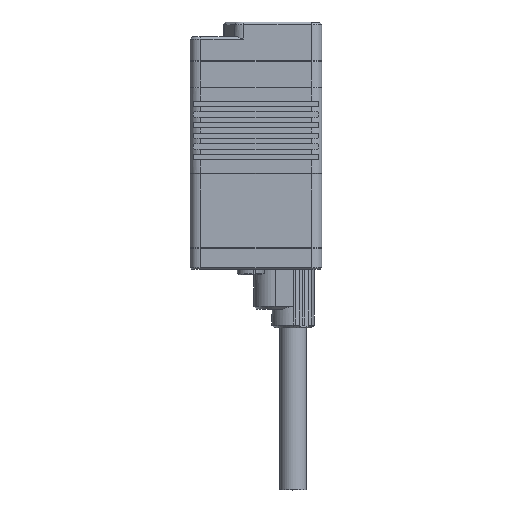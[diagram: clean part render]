
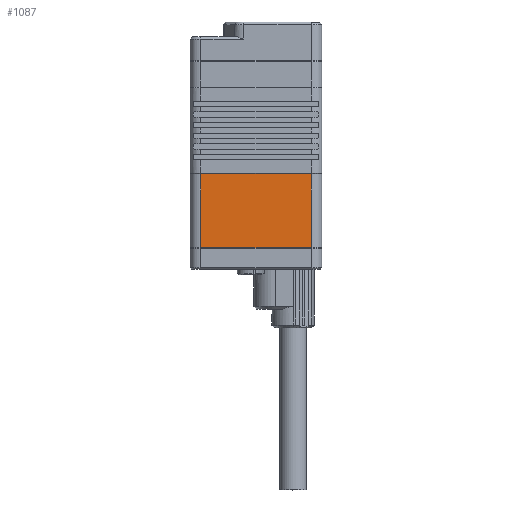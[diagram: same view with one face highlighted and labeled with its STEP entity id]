
A CAD part, top view. The second image highlights one B-rep face of the part: STEP entity #1087.
In plain terms, the highlighted planar face has unit normal (0, 0, 1).
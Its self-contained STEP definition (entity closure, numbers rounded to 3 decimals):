
#299 = CARTESIAN_POINT ( 'NONE',  ( 10.4, -2.15, 5.4 ) ) ;
#542 = DIRECTION ( 'NONE',  ( 0., -1., 0. ) ) ;
#562 = EDGE_CURVE ( 'NONE', #2618, #2277, #1777, .T. ) ;
#672 = DIRECTION ( 'NONE',  ( -1., 0., 0. ) ) ;
#789 = VERTEX_POINT ( 'NONE', #299 ) ;
#1047 = VERTEX_POINT ( 'NONE', #7102 ) ;
#1087 = ADVANCED_FACE ( 'NONE', ( #3533 ), #2510, .F. ) ;
#1219 = DIRECTION ( 'NONE',  ( 1., 0., 0. ) ) ;
#1480 = VECTOR ( 'NONE', #4435, 1000. ) ;
#1777 = LINE ( 'NONE', #6362, #2004 ) ;
#1779 = AXIS2_PLACEMENT_3D ( 'NONE', #5960, #3101, #672 ) ;
#2004 = VECTOR ( 'NONE', #1219, 1000. ) ;
#2114 = ORIENTED_EDGE ( 'NONE', *, *, #2532, .T. ) ;
#2277 = VERTEX_POINT ( 'NONE', #4662 ) ;
#2510 = PLANE ( 'NONE',  #1779 ) ;
#2532 = EDGE_CURVE ( 'NONE', #789, #1047, #2594, .T. ) ;
#2594 = LINE ( 'NONE', #4319, #6283 ) ;
#2618 = VERTEX_POINT ( 'NONE', #6165 ) ;
#2910 = ORIENTED_EDGE ( 'NONE', *, *, #3172, .T. ) ;
#3101 = DIRECTION ( 'NONE',  ( 0., 0., -1. ) ) ;
#3172 = EDGE_CURVE ( 'NONE', #2277, #789, #3841, .T. ) ;
#3533 = FACE_OUTER_BOUND ( 'NONE', #5772, .T. ) ;
#3779 = ORIENTED_EDGE ( 'NONE', *, *, #6206, .T. ) ;
#3841 = LINE ( 'NONE', #7296, #1480 ) ;
#3889 = CARTESIAN_POINT ( 'NONE',  ( -10.4, -1.1, 5.4 ) ) ;
#4319 = CARTESIAN_POINT ( 'NONE',  ( -10.4, -2.15, 5.4 ) ) ;
#4435 = DIRECTION ( 'NONE',  ( 0., 1., 0. ) ) ;
#4662 = CARTESIAN_POINT ( 'NONE',  ( 10.4, -16.05, 5.4 ) ) ;
#5360 = ORIENTED_EDGE ( 'NONE', *, *, #562, .T. ) ;
#5370 = VECTOR ( 'NONE', #542, 1000. ) ;
#5446 = DIRECTION ( 'NONE',  ( -1., 0., 0. ) ) ;
#5772 = EDGE_LOOP ( 'NONE', ( #2910, #2114, #3779, #5360 ) ) ;
#5960 = CARTESIAN_POINT ( 'NONE',  ( 12.4, -1.1, 5.4 ) ) ;
#6165 = CARTESIAN_POINT ( 'NONE',  ( -10.4, -16.05, 5.4 ) ) ;
#6206 = EDGE_CURVE ( 'NONE', #1047, #2618, #7387, .T. ) ;
#6283 = VECTOR ( 'NONE', #5446, 1000. ) ;
#6362 = CARTESIAN_POINT ( 'NONE',  ( 10.4, -16.05, 5.4 ) ) ;
#7102 = CARTESIAN_POINT ( 'NONE',  ( -10.4, -2.15, 5.4 ) ) ;
#7296 = CARTESIAN_POINT ( 'NONE',  ( 10.4, -1.1, 5.4 ) ) ;
#7387 = LINE ( 'NONE', #3889, #5370 ) ;
